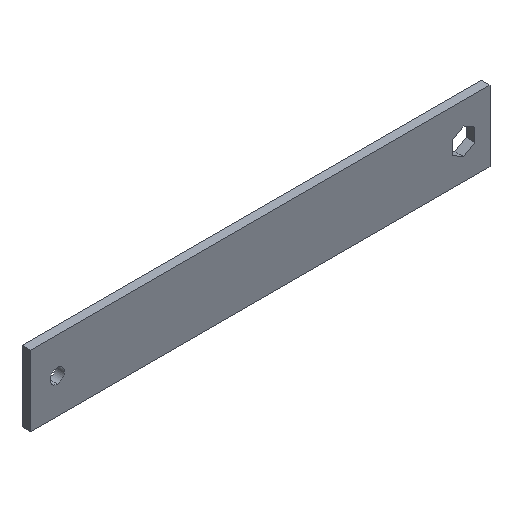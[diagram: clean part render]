
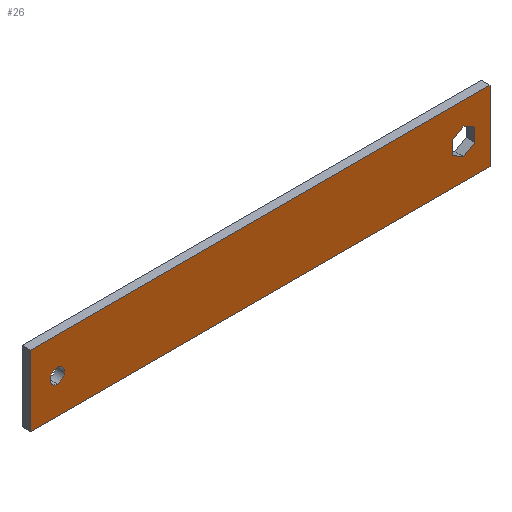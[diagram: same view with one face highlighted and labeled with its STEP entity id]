
A CAD part, isometric view. The second image highlights one B-rep face of the part: STEP entity #26.
In plain terms, the highlighted planar face has unit normal (0, -1, 0).
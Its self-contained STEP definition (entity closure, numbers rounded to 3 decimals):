
#1 = CARTESIAN_POINT ( 'NONE',  ( 0., 0., 0. ) ) ;
#3 = CARTESIAN_POINT ( 'NONE',  ( 260., 0., -40. ) ) ;
#23 = VECTOR ( 'NONE', #198, 1000. ) ;
#26 = ADVANCED_FACE ( 'NONE', ( #331, #112, #446 ), #259, .T. ) ;
#27 = DIRECTION ( 'NONE',  ( -1., 0., 0. ) ) ;
#31 = VECTOR ( 'NONE', #308, 1000. ) ;
#36 = CARTESIAN_POINT ( 'NONE',  ( 0., 0., -40. ) ) ;
#38 = VERTEX_POINT ( 'NONE', #333 ) ;
#42 = ORIENTED_EDGE ( 'NONE', *, *, #95, .F. ) ;
#45 = VERTEX_POINT ( 'NONE', #90 ) ;
#46 = LINE ( 'NONE', #230, #291 ) ;
#48 = EDGE_CURVE ( 'NONE', #335, #436, #354, .T. ) ;
#51 = VERTEX_POINT ( 'NONE', #163 ) ;
#55 = DIRECTION ( 'NONE',  ( 0., 0., 1. ) ) ;
#57 = VECTOR ( 'NONE', #417, 1000. ) ;
#67 = EDGE_LOOP ( 'NONE', ( #214, #212 ) ) ;
#70 = ORIENTED_EDGE ( 'NONE', *, *, #319, .T. ) ;
#72 = EDGE_CURVE ( 'NONE', #139, #182, #113, .T. ) ;
#75 = DIRECTION ( 'NONE',  ( 0., 1., 0. ) ) ;
#83 = VECTOR ( 'NONE', #189, 1000. ) ;
#86 = DIRECTION ( 'NONE',  ( 0., 1., 0. ) ) ;
#90 = CARTESIAN_POINT ( 'NONE',  ( 238.5, 0., -23.753 ) ) ;
#92 = AXIS2_PLACEMENT_3D ( 'NONE', #226, #75, #450 ) ;
#95 = EDGE_CURVE ( 'NONE', #153, #335, #194, .T. ) ;
#99 = ORIENTED_EDGE ( 'NONE', *, *, #174, .T. ) ;
#102 = ORIENTED_EDGE ( 'NONE', *, *, #127, .F. ) ;
#110 = ORIENTED_EDGE ( 'NONE', *, *, #455, .T. ) ;
#111 = DIRECTION ( 'NONE',  ( 0., 0., -1. ) ) ;
#112 = FACE_BOUND ( 'NONE', #67, .T. ) ;
#113 = CIRCLE ( 'NONE', #227, 4.05 ) ;
#119 = CARTESIAN_POINT ( 'NONE',  ( 251.5, 0., -16.247 ) ) ;
#127 = EDGE_CURVE ( 'NONE', #436, #206, #133, .T. ) ;
#133 = LINE ( 'NONE', #36, #279 ) ;
#138 = ORIENTED_EDGE ( 'NONE', *, *, #235, .T. ) ;
#139 = VERTEX_POINT ( 'NONE', #169 ) ;
#150 = LINE ( 'NONE', #447, #211 ) ;
#153 = VERTEX_POINT ( 'NONE', #248 ) ;
#160 = VECTOR ( 'NONE', #326, 1000. ) ;
#163 = CARTESIAN_POINT ( 'NONE',  ( 251.5, 0., -23.753 ) ) ;
#167 = CARTESIAN_POINT ( 'NONE',  ( 0., 0., -40. ) ) ;
#168 = VERTEX_POINT ( 'NONE', #286 ) ;
#169 = CARTESIAN_POINT ( 'NONE',  ( 15., 0., -15.95 ) ) ;
#173 = CARTESIAN_POINT ( 'NONE',  ( 245., 0., -27.506 ) ) ;
#174 = EDGE_CURVE ( 'NONE', #297, #472, #473, .T. ) ;
#182 = VERTEX_POINT ( 'NONE', #428 ) ;
#189 = DIRECTION ( 'NONE',  ( 0., 0., 1. ) ) ;
#194 = LINE ( 'NONE', #460, #23 ) ;
#198 = DIRECTION ( 'NONE',  ( 1., 0., 0. ) ) ;
#203 = CARTESIAN_POINT ( 'NONE',  ( 245., 0., -12.494 ) ) ;
#206 = VERTEX_POINT ( 'NONE', #167 ) ;
#211 = VECTOR ( 'NONE', #270, 1000. ) ;
#212 = ORIENTED_EDGE ( 'NONE', *, *, #72, .T. ) ;
#214 = ORIENTED_EDGE ( 'NONE', *, *, #294, .T. ) ;
#219 = LINE ( 'NONE', #173, #160 ) ;
#226 = CARTESIAN_POINT ( 'NONE',  ( 15., 0., -20. ) ) ;
#227 = AXIS2_PLACEMENT_3D ( 'NONE', #382, #86, #55 ) ;
#228 = VECTOR ( 'NONE', #264, 1000. ) ;
#230 = CARTESIAN_POINT ( 'NONE',  ( 238.5, 0., -23.753 ) ) ;
#232 = ORIENTED_EDGE ( 'NONE', *, *, #281, .T. ) ;
#235 = EDGE_CURVE ( 'NONE', #472, #51, #458, .T. ) ;
#241 = VECTOR ( 'NONE', #282, 1000. ) ;
#243 = EDGE_CURVE ( 'NONE', #38, #45, #219, .T. ) ;
#248 = CARTESIAN_POINT ( 'NONE',  ( 0., 0., 0. ) ) ;
#259 = PLANE ( 'NONE',  #438 ) ;
#264 = DIRECTION ( 'NONE',  ( 0.866, 0., 0.5 ) ) ;
#270 = DIRECTION ( 'NONE',  ( -0.866, 0., -0.5 ) ) ;
#275 = CARTESIAN_POINT ( 'NONE',  ( 238.5, 0., -16.247 ) ) ;
#279 = VECTOR ( 'NONE', #27, 1000. ) ;
#281 = EDGE_CURVE ( 'NONE', #51, #38, #150, .T. ) ;
#282 = DIRECTION ( 'NONE',  ( 0.866, 0., -0.5 ) ) ;
#286 = CARTESIAN_POINT ( 'NONE',  ( 238.5, 0., -16.247 ) ) ;
#291 = VECTOR ( 'NONE', #476, 1000. ) ;
#294 = EDGE_CURVE ( 'NONE', #182, #139, #392, .T. ) ;
#297 = VERTEX_POINT ( 'NONE', #372 ) ;
#308 = DIRECTION ( 'NONE',  ( 0., 0., -1. ) ) ;
#319 = EDGE_CURVE ( 'NONE', #45, #168, #46, .T. ) ;
#320 = ORIENTED_EDGE ( 'NONE', *, *, #48, .F. ) ;
#326 = DIRECTION ( 'NONE',  ( -0.866, 0., 0.5 ) ) ;
#328 = EDGE_LOOP ( 'NONE', ( #477, #102, #320, #42 ) ) ;
#331 = FACE_OUTER_BOUND ( 'NONE', #328, .T. ) ;
#333 = CARTESIAN_POINT ( 'NONE',  ( 245., 0., -27.506 ) ) ;
#335 = VERTEX_POINT ( 'NONE', #454 ) ;
#337 = EDGE_CURVE ( 'NONE', #206, #153, #401, .T. ) ;
#346 = LINE ( 'NONE', #275, #228 ) ;
#354 = LINE ( 'NONE', #388, #57 ) ;
#358 = EDGE_LOOP ( 'NONE', ( #110, #99, #138, #232, #410, #70 ) ) ;
#372 = CARTESIAN_POINT ( 'NONE',  ( 245., 0., -12.494 ) ) ;
#382 = CARTESIAN_POINT ( 'NONE',  ( 15., 0., -20. ) ) ;
#388 = CARTESIAN_POINT ( 'NONE',  ( 260., 0., 0. ) ) ;
#392 = CIRCLE ( 'NONE', #92, 4.05 ) ;
#401 = LINE ( 'NONE', #419, #83 ) ;
#407 = DIRECTION ( 'NONE',  ( 0., -1., 0. ) ) ;
#409 = CARTESIAN_POINT ( 'NONE',  ( 251.5, 0., -16.247 ) ) ;
#410 = ORIENTED_EDGE ( 'NONE', *, *, #243, .T. ) ;
#417 = DIRECTION ( 'NONE',  ( 0., 0., -1. ) ) ;
#419 = CARTESIAN_POINT ( 'NONE',  ( 0., 0., 0. ) ) ;
#428 = CARTESIAN_POINT ( 'NONE',  ( 15., 0., -24.05 ) ) ;
#436 = VERTEX_POINT ( 'NONE', #3 ) ;
#438 = AXIS2_PLACEMENT_3D ( 'NONE', #1, #407, #111 ) ;
#446 = FACE_BOUND ( 'NONE', #358, .T. ) ;
#447 = CARTESIAN_POINT ( 'NONE',  ( 251.5, 0., -23.753 ) ) ;
#450 = DIRECTION ( 'NONE',  ( 0., 0., 1. ) ) ;
#454 = CARTESIAN_POINT ( 'NONE',  ( 260., 0., 0. ) ) ;
#455 = EDGE_CURVE ( 'NONE', #168, #297, #346, .T. ) ;
#458 = LINE ( 'NONE', #119, #31 ) ;
#460 = CARTESIAN_POINT ( 'NONE',  ( 0., 0., 0. ) ) ;
#472 = VERTEX_POINT ( 'NONE', #409 ) ;
#473 = LINE ( 'NONE', #203, #241 ) ;
#476 = DIRECTION ( 'NONE',  ( 0., 0., 1. ) ) ;
#477 = ORIENTED_EDGE ( 'NONE', *, *, #337, .F. ) ;
